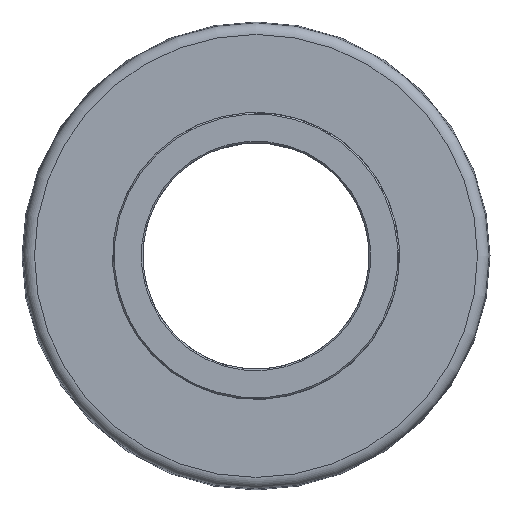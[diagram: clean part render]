
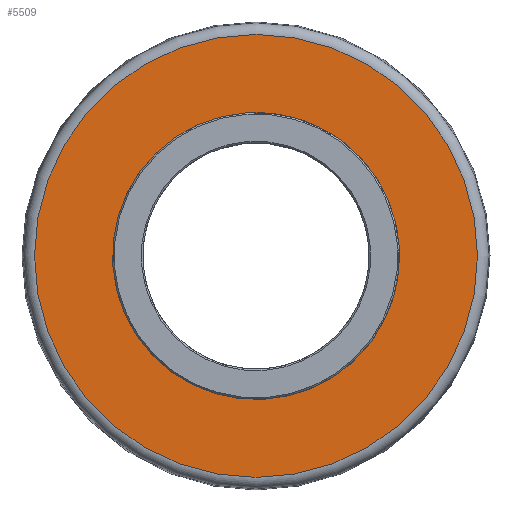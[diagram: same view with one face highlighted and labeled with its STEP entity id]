
A CAD part, left-side view. The second image highlights one B-rep face of the part: STEP entity #5509.
In plain terms, the highlighted planar face has unit normal (-1, 0, 0).
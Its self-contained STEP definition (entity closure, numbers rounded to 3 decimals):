
#45=FACE_BOUND('',#659,.T.);
#191=PLANE('',#6523);
#414=FACE_OUTER_BOUND('',#658,.T.);
#658=EDGE_LOOP('',(#4833,#4834));
#659=EDGE_LOOP('',(#4835,#4836));
#1387=CIRCLE('',#6441,19.);
#1388=CIRCLE('',#6442,19.);
#1434=CIRCLE('',#6521,29.343);
#1435=CIRCLE('',#6522,29.343);
#2194=VERTEX_POINT('',#10173);
#2195=VERTEX_POINT('',#10175);
#2238=VERTEX_POINT('',#10401);
#2239=VERTEX_POINT('',#10403);
#3077=EDGE_CURVE('',#2194,#2195,#1387,.T.);
#3078=EDGE_CURVE('',#2195,#2194,#1388,.T.);
#3150=EDGE_CURVE('',#2238,#2239,#1434,.T.);
#3151=EDGE_CURVE('',#2239,#2238,#1435,.T.);
#4833=ORIENTED_EDGE('',*,*,#3151,.F.);
#4834=ORIENTED_EDGE('',*,*,#3150,.F.);
#4835=ORIENTED_EDGE('',*,*,#3078,.F.);
#4836=ORIENTED_EDGE('',*,*,#3077,.F.);
#5509=ADVANCED_FACE('',(#414,#45),#191,.T.);
#6441=AXIS2_PLACEMENT_3D('',#10176,#8461,#8462);
#6442=AXIS2_PLACEMENT_3D('',#10177,#8463,#8464);
#6521=AXIS2_PLACEMENT_3D('',#10404,#8644,#8645);
#6522=AXIS2_PLACEMENT_3D('',#10405,#8646,#8647);
#6523=AXIS2_PLACEMENT_3D('',#10406,#8648,#8649);
#8461=DIRECTION('center_axis',(-1.,0.,0.));
#8462=DIRECTION('ref_axis',(0.,0.,-1.));
#8463=DIRECTION('center_axis',(-1.,0.,0.));
#8464=DIRECTION('ref_axis',(0.,0.,-1.));
#8644=DIRECTION('center_axis',(1.,0.,0.));
#8645=DIRECTION('ref_axis',(0.,-1.,0.));
#8646=DIRECTION('center_axis',(1.,0.,0.));
#8647=DIRECTION('ref_axis',(0.,-1.,0.));
#8648=DIRECTION('center_axis',(-1.,0.,0.));
#8649=DIRECTION('ref_axis',(0.,0.,1.));
#10173=CARTESIAN_POINT('',(-14.,1.346,18.952));
#10175=CARTESIAN_POINT('',(-14.,0.,19.));
#10176=CARTESIAN_POINT('Origin',(-14.,0.,0.));
#10177=CARTESIAN_POINT('Origin',(-14.,0.,0.));
#10401=CARTESIAN_POINT('',(-14.,0.,29.343));
#10403=CARTESIAN_POINT('',(-14.,29.343,0.));
#10404=CARTESIAN_POINT('Origin',(-14.,0.,0.));
#10405=CARTESIAN_POINT('Origin',(-14.,0.,0.));
#10406=CARTESIAN_POINT('Origin',(-14.,30.804,0.));
